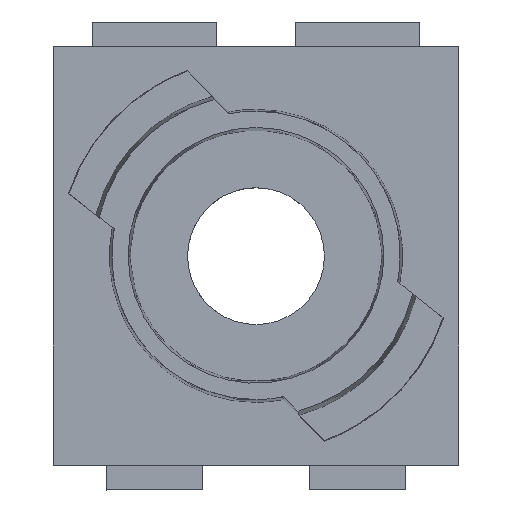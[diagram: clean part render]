
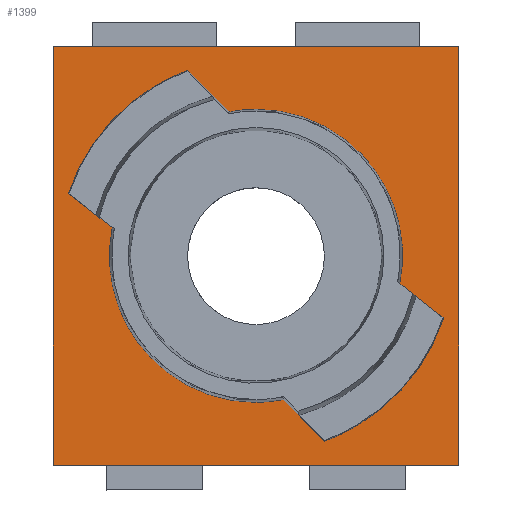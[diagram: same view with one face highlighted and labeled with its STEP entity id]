
A CAD part, top view. The second image highlights one B-rep face of the part: STEP entity #1399.
In plain terms, the highlighted planar face has unit normal (0, 0, 1).
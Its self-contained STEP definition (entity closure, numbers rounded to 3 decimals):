
#1251=AXIS2_PLACEMENT_3D('Plane Axis2P3D',#1248,#1249,#1250) ;
#1037=CARTESIAN_POINT('Vertex',(29.35,32.075,37.05)) ;
#1040=CARTESIAN_POINT('Line Origine',(29.35,16.925,37.05)) ;
#1044=CARTESIAN_POINT('Vertex',(29.35,1.775,37.05)) ;
#1194=CARTESIAN_POINT('Vertex',(0.,1.775,37.05)) ;
#1197=CARTESIAN_POINT('Line Origine',(0.,16.925,37.05)) ;
#1201=CARTESIAN_POINT('Vertex',(0.,32.075,37.05)) ;
#1248=CARTESIAN_POINT('Axis2P3D Location',(27.012,18.176,37.05)) ;
#1253=CARTESIAN_POINT('Line Origine',(14.675,1.775,37.05)) ;
#1258=CARTESIAN_POINT('Line Origine',(14.675,32.075,37.05)) ;
#1270=CARTESIAN_POINT('Control Point',(28.245,12.414,37.05)) ;
#1271=CARTESIAN_POINT('Control Point',(27.836,11.184,37.05)) ;
#1272=CARTESIAN_POINT('Control Point',(27.287,9.999,37.05)) ;
#1273=CARTESIAN_POINT('Control Point',(26.606,8.883,37.05)) ;
#1274=CARTESIAN_POINT('Control Point',(25.022,6.847,37.05)) ;
#1275=CARTESIAN_POINT('Control Point',(23.027,5.213,37.05)) ;
#1276=CARTESIAN_POINT('Control Point',(21.955,4.519,37.05)) ;
#1277=CARTESIAN_POINT('Control Point',(20.816,3.949,37.05)) ;
#1278=CARTESIAN_POINT('Control Point',(19.628,3.51,37.05)) ;
#1279=CARTESIAN_POINT('Vertex',(28.245,12.414,37.05)) ;
#1281=CARTESIAN_POINT('Vertex',(19.628,3.51,37.05)) ;
#1284=CARTESIAN_POINT('Line Origine',(18.13,5.009,37.05)) ;
#1288=CARTESIAN_POINT('Vertex',(16.631,6.507,37.05)) ;
#1292=CARTESIAN_POINT('Control Point',(16.631,6.507,37.05)) ;
#1293=CARTESIAN_POINT('Control Point',(16.245,6.434,37.05)) ;
#1294=CARTESIAN_POINT('Control Point',(15.854,6.38,37.05)) ;
#1295=CARTESIAN_POINT('Control Point',(15.462,6.343,37.05)) ;
#1296=CARTESIAN_POINT('Control Point',(15.069,6.325,37.05)) ;
#1297=CARTESIAN_POINT('Control Point',(14.675,6.325,37.05)) ;
#1298=CARTESIAN_POINT('Vertex',(14.675,6.325,37.05)) ;
#1302=CARTESIAN_POINT('Control Point',(14.675,6.325,37.05)) ;
#1303=CARTESIAN_POINT('Control Point',(14.112,6.325,37.05)) ;
#1304=CARTESIAN_POINT('Control Point',(13.548,6.362,37.05)) ;
#1305=CARTESIAN_POINT('Control Point',(12.988,6.437,37.05)) ;
#1306=CARTESIAN_POINT('Control Point',(11.494,6.739,37.05)) ;
#1307=CARTESIAN_POINT('Control Point',(10.072,7.304,37.05)) ;
#1308=CARTESIAN_POINT('Control Point',(9.221,7.76,37.05)) ;
#1309=CARTESIAN_POINT('Control Point',(7.637,8.855,37.05)) ;
#1310=CARTESIAN_POINT('Control Point',(6.336,10.276,37.05)) ;
#1311=CARTESIAN_POINT('Control Point',(5.769,11.057,37.05)) ;
#1312=CARTESIAN_POINT('Control Point',(4.821,12.734,37.05)) ;
#1313=CARTESIAN_POINT('Control Point',(4.271,14.579,37.05)) ;
#1314=CARTESIAN_POINT('Control Point',(4.102,15.53,37.05)) ;
#1315=CARTESIAN_POINT('Control Point',(4.021,16.797,37.05)) ;
#1316=CARTESIAN_POINT('Control Point',(4.129,18.056,37.05)) ;
#1317=CARTESIAN_POINT('Control Point',(4.166,18.36,37.05)) ;
#1318=CARTESIAN_POINT('Control Point',(4.214,18.662,37.05)) ;
#1319=CARTESIAN_POINT('Control Point',(4.272,18.961,37.05)) ;
#1320=CARTESIAN_POINT('Vertex',(4.272,18.961,37.05)) ;
#1323=CARTESIAN_POINT('Line Origine',(2.689,20.198,37.05)) ;
#1327=CARTESIAN_POINT('Vertex',(1.105,21.436,37.05)) ;
#1331=CARTESIAN_POINT('Control Point',(1.105,21.436,37.05)) ;
#1332=CARTESIAN_POINT('Control Point',(1.514,22.666,37.05)) ;
#1333=CARTESIAN_POINT('Control Point',(2.063,23.851,37.05)) ;
#1334=CARTESIAN_POINT('Control Point',(2.744,24.967,37.05)) ;
#1335=CARTESIAN_POINT('Control Point',(4.328,27.003,37.05)) ;
#1336=CARTESIAN_POINT('Control Point',(6.323,28.637,37.05)) ;
#1337=CARTESIAN_POINT('Control Point',(7.395,29.331,37.05)) ;
#1338=CARTESIAN_POINT('Control Point',(8.534,29.901,37.05)) ;
#1339=CARTESIAN_POINT('Control Point',(9.722,30.34,37.05)) ;
#1340=CARTESIAN_POINT('Vertex',(9.722,30.34,37.05)) ;
#1343=CARTESIAN_POINT('Line Origine',(11.22,28.841,37.05)) ;
#1347=CARTESIAN_POINT('Vertex',(12.719,27.343,37.05)) ;
#1351=CARTESIAN_POINT('Control Point',(12.719,27.343,37.05)) ;
#1352=CARTESIAN_POINT('Control Point',(13.105,27.416,37.05)) ;
#1353=CARTESIAN_POINT('Control Point',(13.496,27.47,37.05)) ;
#1354=CARTESIAN_POINT('Control Point',(13.888,27.507,37.05)) ;
#1355=CARTESIAN_POINT('Control Point',(14.281,27.525,37.05)) ;
#1356=CARTESIAN_POINT('Control Point',(14.675,27.525,37.05)) ;
#1357=CARTESIAN_POINT('Vertex',(14.675,27.525,37.05)) ;
#1361=CARTESIAN_POINT('Control Point',(14.675,27.525,37.05)) ;
#1362=CARTESIAN_POINT('Control Point',(15.238,27.525,37.05)) ;
#1363=CARTESIAN_POINT('Control Point',(15.802,27.488,37.05)) ;
#1364=CARTESIAN_POINT('Control Point',(16.362,27.413,37.05)) ;
#1365=CARTESIAN_POINT('Control Point',(17.856,27.111,37.05)) ;
#1366=CARTESIAN_POINT('Control Point',(19.278,26.546,37.05)) ;
#1367=CARTESIAN_POINT('Control Point',(20.129,26.09,37.05)) ;
#1368=CARTESIAN_POINT('Control Point',(21.713,24.995,37.05)) ;
#1369=CARTESIAN_POINT('Control Point',(23.014,23.574,37.05)) ;
#1370=CARTESIAN_POINT('Control Point',(23.581,22.793,37.05)) ;
#1371=CARTESIAN_POINT('Control Point',(24.529,21.116,37.05)) ;
#1372=CARTESIAN_POINT('Control Point',(25.079,19.271,37.05)) ;
#1373=CARTESIAN_POINT('Control Point',(25.248,18.32,37.05)) ;
#1374=CARTESIAN_POINT('Control Point',(25.329,17.053,37.05)) ;
#1375=CARTESIAN_POINT('Control Point',(25.221,15.794,37.05)) ;
#1376=CARTESIAN_POINT('Control Point',(25.184,15.49,37.05)) ;
#1377=CARTESIAN_POINT('Control Point',(25.136,15.188,37.05)) ;
#1378=CARTESIAN_POINT('Control Point',(25.078,14.889,37.05)) ;
#1379=CARTESIAN_POINT('Vertex',(25.078,14.889,37.05)) ;
#1382=CARTESIAN_POINT('Line Origine',(26.661,13.652,37.05)) ;
#1041=DIRECTION('Vector Direction',(0.,1.,0.)) ;
#1198=DIRECTION('Vector Direction',(0.,-1.,0.)) ;
#1249=DIRECTION('Axis2P3D Direction',(0.,0.,1.)) ;
#1250=DIRECTION('Axis2P3D XDirection',(0.,1.,0.)) ;
#1254=DIRECTION('Vector Direction',(1.,0.,0.)) ;
#1259=DIRECTION('Vector Direction',(-1.,0.,0.)) ;
#1285=DIRECTION('Vector Direction',(0.707,-0.707,0.)) ;
#1324=DIRECTION('Vector Direction',(-0.788,0.616,0.)) ;
#1344=DIRECTION('Vector Direction',(-0.707,0.707,0.)) ;
#1383=DIRECTION('Vector Direction',(0.788,-0.616,0.)) ;
#1042=VECTOR('Line Direction',#1041,1.) ;
#1199=VECTOR('Line Direction',#1198,1.) ;
#1255=VECTOR('Line Direction',#1254,1.) ;
#1260=VECTOR('Line Direction',#1259,1.) ;
#1286=VECTOR('Line Direction',#1285,1.) ;
#1325=VECTOR('Line Direction',#1324,1.) ;
#1345=VECTOR('Line Direction',#1344,1.) ;
#1384=VECTOR('Line Direction',#1383,1.) ;
#1264=ORIENTED_EDGE('',*,*,#1203,.T.) ;
#1265=ORIENTED_EDGE('',*,*,#1257,.T.) ;
#1266=ORIENTED_EDGE('',*,*,#1046,.T.) ;
#1267=ORIENTED_EDGE('',*,*,#1262,.T.) ;
#1388=ORIENTED_EDGE('',*,*,#1283,.T.) ;
#1389=ORIENTED_EDGE('',*,*,#1290,.F.) ;
#1390=ORIENTED_EDGE('',*,*,#1300,.T.) ;
#1391=ORIENTED_EDGE('',*,*,#1322,.T.) ;
#1392=ORIENTED_EDGE('',*,*,#1329,.T.) ;
#1393=ORIENTED_EDGE('',*,*,#1342,.T.) ;
#1394=ORIENTED_EDGE('',*,*,#1349,.F.) ;
#1395=ORIENTED_EDGE('',*,*,#1359,.T.) ;
#1396=ORIENTED_EDGE('',*,*,#1381,.T.) ;
#1397=ORIENTED_EDGE('',*,*,#1386,.T.) ;
#1398=FACE_BOUND('',#1387,.T.) ;
#1399=ADVANCED_FACE('Hauptkoerper',(#1268,#1398),#1252,.T.) ;
#1269=B_SPLINE_CURVE_WITH_KNOTS('',5,(#1270,#1271,#1272,#1273,#1274,#1275,#1276,#1277,#1278),.UNSPECIFIED.,.F.,.U.,(6,3,6),(0.,9.17,18.123),.UNSPECIFIED.) ;
#1291=B_SPLINE_CURVE_WITH_KNOTS('',5,(#1292,#1293,#1294,#1295,#1296,#1297),.UNSPECIFIED.,.F.,.U.,(6,6),(0.,2.783),.UNSPECIFIED.) ;
#1301=B_SPLINE_CURVE_WITH_KNOTS('',5,(#1302,#1303,#1304,#1305,#1306,#1307,#1308,#1309,#1310,#1311,#1312,#1313,#1314,#1315,#1316,#1317,#1318,#1319),.UNSPECIFIED.,.F.,.U.,(6,3,3,3,3,6),(2.783,6.767,13.534,20.301,27.068,29.226),.UNSPECIFIED.) ;
#1330=B_SPLINE_CURVE_WITH_KNOTS('',5,(#1331,#1332,#1333,#1334,#1335,#1336,#1337,#1338,#1339),.UNSPECIFIED.,.F.,.U.,(6,3,6),(0.,9.17,18.123),.UNSPECIFIED.) ;
#1350=B_SPLINE_CURVE_WITH_KNOTS('',5,(#1351,#1352,#1353,#1354,#1355,#1356),.UNSPECIFIED.,.F.,.U.,(6,6),(0.,2.783),.UNSPECIFIED.) ;
#1360=B_SPLINE_CURVE_WITH_KNOTS('',5,(#1361,#1362,#1363,#1364,#1365,#1366,#1367,#1368,#1369,#1370,#1371,#1372,#1373,#1374,#1375,#1376,#1377,#1378),.UNSPECIFIED.,.F.,.U.,(6,3,3,3,3,6),(2.783,6.767,13.534,20.301,27.068,29.226),.UNSPECIFIED.) ;
#1046=EDGE_CURVE('',#1045,#1038,#1043,.T.) ;
#1203=EDGE_CURVE('',#1202,#1195,#1200,.T.) ;
#1257=EDGE_CURVE('',#1195,#1045,#1256,.T.) ;
#1262=EDGE_CURVE('',#1038,#1202,#1261,.T.) ;
#1283=EDGE_CURVE('',#1280,#1282,#1269,.T.) ;
#1290=EDGE_CURVE('',#1289,#1282,#1287,.T.) ;
#1300=EDGE_CURVE('',#1289,#1299,#1291,.T.) ;
#1322=EDGE_CURVE('',#1299,#1321,#1301,.T.) ;
#1329=EDGE_CURVE('',#1321,#1328,#1326,.T.) ;
#1342=EDGE_CURVE('',#1328,#1341,#1330,.T.) ;
#1349=EDGE_CURVE('',#1348,#1341,#1346,.T.) ;
#1359=EDGE_CURVE('',#1348,#1358,#1350,.T.) ;
#1381=EDGE_CURVE('',#1358,#1380,#1360,.T.) ;
#1386=EDGE_CURVE('',#1380,#1280,#1385,.T.) ;
#1263=EDGE_LOOP('',(#1264,#1265,#1266,#1267)) ;
#1387=EDGE_LOOP('',(#1388,#1389,#1390,#1391,#1392,#1393,#1394,#1395,#1396,#1397)) ;
#1268=FACE_OUTER_BOUND('',#1263,.T.) ;
#1043=LINE('Line',#1040,#1042) ;
#1200=LINE('Line',#1197,#1199) ;
#1256=LINE('Line',#1253,#1255) ;
#1261=LINE('Line',#1258,#1260) ;
#1287=LINE('Line',#1284,#1286) ;
#1326=LINE('Line',#1323,#1325) ;
#1346=LINE('Line',#1343,#1345) ;
#1385=LINE('Line',#1382,#1384) ;
#1252=PLANE('',#1251) ;
#1038=VERTEX_POINT('',#1037) ;
#1045=VERTEX_POINT('',#1044) ;
#1195=VERTEX_POINT('',#1194) ;
#1202=VERTEX_POINT('',#1201) ;
#1280=VERTEX_POINT('',#1279) ;
#1282=VERTEX_POINT('',#1281) ;
#1289=VERTEX_POINT('',#1288) ;
#1299=VERTEX_POINT('',#1298) ;
#1321=VERTEX_POINT('',#1320) ;
#1328=VERTEX_POINT('',#1327) ;
#1341=VERTEX_POINT('',#1340) ;
#1348=VERTEX_POINT('',#1347) ;
#1358=VERTEX_POINT('',#1357) ;
#1380=VERTEX_POINT('',#1379) ;
